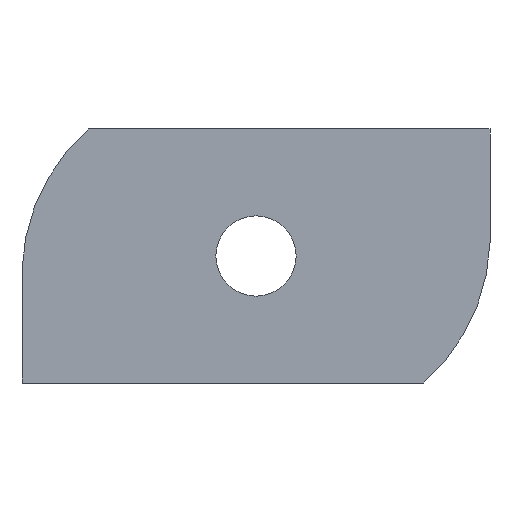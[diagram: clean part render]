
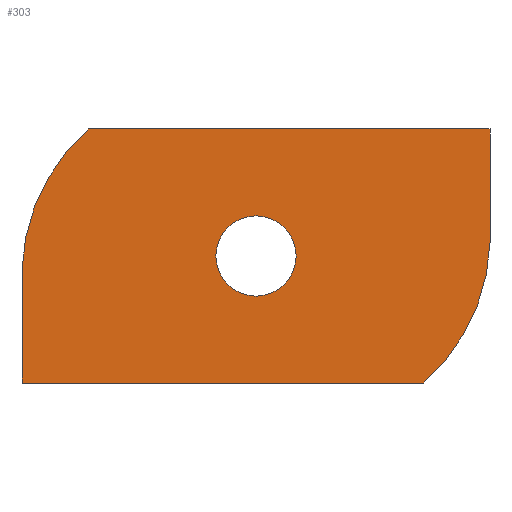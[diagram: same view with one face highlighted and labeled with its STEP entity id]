
A CAD part, front view. The second image highlights one B-rep face of the part: STEP entity #303.
In plain terms, the highlighted planar face has unit normal (0, -1, 0).
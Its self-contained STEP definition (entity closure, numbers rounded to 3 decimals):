
#4 = VERTEX_POINT ( 'NONE', #243 ) ;
#7 = VERTEX_POINT ( 'NONE', #215 ) ;
#9 = AXIS2_PLACEMENT_3D ( 'NONE', #265, #267, #67 ) ;
#22 = EDGE_CURVE ( 'NONE', #109, #92, #43, .T. ) ;
#27 = FACE_BOUND ( 'NONE', #65, .T. ) ;
#29 = DIRECTION ( 'NONE',  ( 0., 0., -1. ) ) ;
#31 = VERTEX_POINT ( 'NONE', #266 ) ;
#39 = CIRCLE ( 'NONE', #228, 14.541 ) ;
#40 = DIRECTION ( 'NONE',  ( -1., 0., 0. ) ) ;
#41 = CARTESIAN_POINT ( 'NONE',  ( -2.967, 0., -1.48 ) ) ;
#43 = CIRCLE ( 'NONE', #9, 3. ) ;
#47 = DIRECTION ( 'NONE',  ( -1., 0., 0. ) ) ;
#48 = DIRECTION ( 'NONE',  ( 0., 0., -1. ) ) ;
#50 = LINE ( 'NONE', #182, #241 ) ;
#65 = EDGE_LOOP ( 'NONE', ( #162, #231 ) ) ;
#66 = ORIENTED_EDGE ( 'NONE', *, *, #195, .F. ) ;
#67 = DIRECTION ( 'NONE',  ( 0., 0., -1. ) ) ;
#70 = EDGE_CURVE ( 'NONE', #4, #171, #247, .T. ) ;
#74 = CARTESIAN_POINT ( 'NONE',  ( 0., 0., 0. ) ) ;
#76 = DIRECTION ( 'NONE',  ( 0., 0., 1. ) ) ;
#77 = ORIENTED_EDGE ( 'NONE', *, *, #178, .F. ) ;
#81 = EDGE_CURVE ( 'NONE', #31, #259, #294, .T. ) ;
#83 = ORIENTED_EDGE ( 'NONE', *, *, #81, .T. ) ;
#87 = CARTESIAN_POINT ( 'NONE',  ( 12.5, 0., -9.5 ) ) ;
#92 = VERTEX_POINT ( 'NONE', #199 ) ;
#103 = EDGE_CURVE ( 'NONE', #171, #257, #249, .T. ) ;
#109 = VERTEX_POINT ( 'NONE', #254 ) ;
#110 = PLANE ( 'NONE',  #158 ) ;
#116 = CIRCLE ( 'NONE', #201, 3. ) ;
#123 = VECTOR ( 'NONE', #125, 1000. ) ;
#125 = DIRECTION ( 'NONE',  ( 0., 0., 1. ) ) ;
#141 = ORIENTED_EDGE ( 'NONE', *, *, #70, .F. ) ;
#143 = CARTESIAN_POINT ( 'NONE',  ( 17.5, 0., 9.5 ) ) ;
#154 = FACE_OUTER_BOUND ( 'NONE', #217, .T. ) ;
#157 = CARTESIAN_POINT ( 'NONE',  ( -12.5, 0., 9.5 ) ) ;
#158 = AXIS2_PLACEMENT_3D ( 'NONE', #261, #210, #48 ) ;
#162 = ORIENTED_EDGE ( 'NONE', *, *, #211, .F. ) ;
#171 = VERTEX_POINT ( 'NONE', #252 ) ;
#172 = AXIS2_PLACEMENT_3D ( 'NONE', #321, #292, #198 ) ;
#177 = LINE ( 'NONE', #274, #123 ) ;
#178 = EDGE_CURVE ( 'NONE', #7, #259, #39, .T. ) ;
#182 = CARTESIAN_POINT ( 'NONE',  ( 17.5, 0., 1. ) ) ;
#195 = EDGE_CURVE ( 'NONE', #257, #7, #177, .T. ) ;
#198 = DIRECTION ( 'NONE',  ( 1., 0., 0. ) ) ;
#199 = CARTESIAN_POINT ( 'NONE',  ( 0., 0., -3. ) ) ;
#201 = AXIS2_PLACEMENT_3D ( 'NONE', #74, #209, #29 ) ;
#208 = ORIENTED_EDGE ( 'NONE', *, *, #103, .F. ) ;
#209 = DIRECTION ( 'NONE',  ( 0., -1., 0. ) ) ;
#210 = DIRECTION ( 'NONE',  ( 0., 1., 0. ) ) ;
#211 = EDGE_CURVE ( 'NONE', #92, #109, #116, .T. ) ;
#215 = CARTESIAN_POINT ( 'NONE',  ( -17.5, 0., -1. ) ) ;
#217 = EDGE_LOOP ( 'NONE', ( #77, #66, #208, #141, #239, #83 ) ) ;
#222 = VECTOR ( 'NONE', #40, 1000. ) ;
#224 = DIRECTION ( 'NONE',  ( 1., 0., 0. ) ) ;
#228 = AXIS2_PLACEMENT_3D ( 'NONE', #41, #324, #224 ) ;
#231 = ORIENTED_EDGE ( 'NONE', *, *, #22, .F. ) ;
#235 = EDGE_CURVE ( 'NONE', #4, #31, #50, .T. ) ;
#238 = CARTESIAN_POINT ( 'NONE',  ( -17.5, 0., -9.5 ) ) ;
#239 = ORIENTED_EDGE ( 'NONE', *, *, #235, .T. ) ;
#241 = VECTOR ( 'NONE', #76, 1000. ) ;
#243 = CARTESIAN_POINT ( 'NONE',  ( 17.5, 0., 1. ) ) ;
#247 = CIRCLE ( 'NONE', #172, 14.541 ) ;
#249 = LINE ( 'NONE', #87, #251 ) ;
#251 = VECTOR ( 'NONE', #47, 1000. ) ;
#252 = CARTESIAN_POINT ( 'NONE',  ( 12.5, 0., -9.5 ) ) ;
#254 = CARTESIAN_POINT ( 'NONE',  ( 0., 0., 3. ) ) ;
#257 = VERTEX_POINT ( 'NONE', #238 ) ;
#259 = VERTEX_POINT ( 'NONE', #157 ) ;
#261 = CARTESIAN_POINT ( 'NONE',  ( 0., 0., 0. ) ) ;
#265 = CARTESIAN_POINT ( 'NONE',  ( 0., 0., 0. ) ) ;
#266 = CARTESIAN_POINT ( 'NONE',  ( 17.5, 0., 9.5 ) ) ;
#267 = DIRECTION ( 'NONE',  ( 0., -1., 0. ) ) ;
#274 = CARTESIAN_POINT ( 'NONE',  ( -17.5, 0., -9.5 ) ) ;
#292 = DIRECTION ( 'NONE',  ( 0., 1., 0. ) ) ;
#294 = LINE ( 'NONE', #143, #222 ) ;
#303 = ADVANCED_FACE ( 'NONE', ( #154, #27 ), #110, .F. ) ;
#321 = CARTESIAN_POINT ( 'NONE',  ( 2.967, 0., 1.48 ) ) ;
#324 = DIRECTION ( 'NONE',  ( 0., 1., 0. ) ) ;
